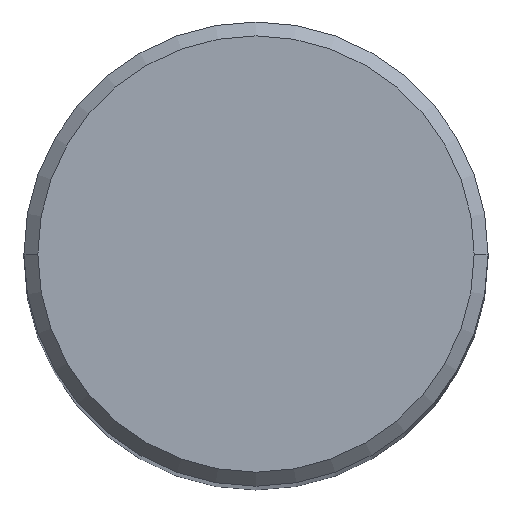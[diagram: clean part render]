
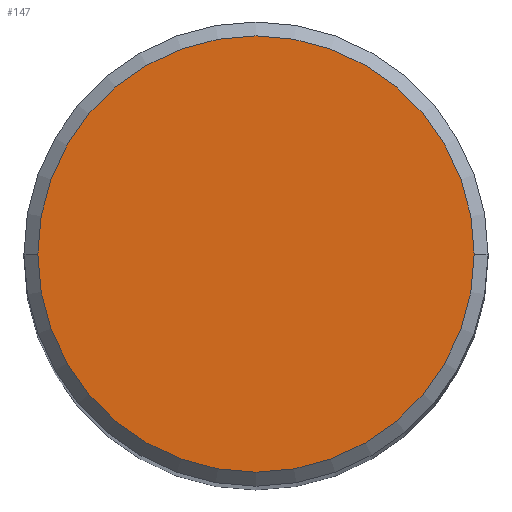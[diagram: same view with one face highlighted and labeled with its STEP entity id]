
A CAD part, top view. The second image highlights one B-rep face of the part: STEP entity #147.
In plain terms, the highlighted planar face has unit normal (0, 0, 1).
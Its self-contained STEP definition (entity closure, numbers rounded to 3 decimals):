
#52 = DIRECTION ( 'NONE',  ( 0., 0., -1. ) ) ;
#62 = AXIS2_PLACEMENT_3D ( 'NONE', #111, #139, #276 ) ;
#72 = ORIENTED_EDGE ( 'NONE', *, *, #280, .T. ) ;
#78 = CARTESIAN_POINT ( 'NONE',  ( 0., 0., 70. ) ) ;
#81 = DIRECTION ( 'NONE',  ( 0., 0., 1. ) ) ;
#87 = EDGE_LOOP ( 'NONE', ( #72, #290 ) ) ;
#105 = PLANE ( 'NONE',  #227 ) ;
#111 = CARTESIAN_POINT ( 'NONE',  ( 0., 0., 70. ) ) ;
#137 = EDGE_CURVE ( 'NONE', #202, #182, #144, .T. ) ;
#139 = DIRECTION ( 'NONE',  ( 0., 0., 1. ) ) ;
#144 = CIRCLE ( 'NONE', #154, 4.7 ) ;
#147 = ADVANCED_FACE ( 'NONE', ( #220 ), #105, .F. ) ;
#154 = AXIS2_PLACEMENT_3D ( 'NONE', #78, #81, #350 ) ;
#162 = DIRECTION ( 'NONE',  ( -1., 0., 0. ) ) ;
#182 = VERTEX_POINT ( 'NONE', #348 ) ;
#202 = VERTEX_POINT ( 'NONE', #328 ) ;
#220 = FACE_OUTER_BOUND ( 'NONE', #87, .T. ) ;
#221 = CIRCLE ( 'NONE', #62, 4.7 ) ;
#227 = AXIS2_PLACEMENT_3D ( 'NONE', #274, #52, #162 ) ;
#274 = CARTESIAN_POINT ( 'NONE',  ( 0., 4.7, 70. ) ) ;
#276 = DIRECTION ( 'NONE',  ( 1., 0., 0. ) ) ;
#280 = EDGE_CURVE ( 'NONE', #182, #202, #221, .T. ) ;
#290 = ORIENTED_EDGE ( 'NONE', *, *, #137, .T. ) ;
#328 = CARTESIAN_POINT ( 'NONE',  ( 4.7, 0., 70. ) ) ;
#348 = CARTESIAN_POINT ( 'NONE',  ( -4.7, 0., 70. ) ) ;
#350 = DIRECTION ( 'NONE',  ( 1., 0., 0. ) ) ;
